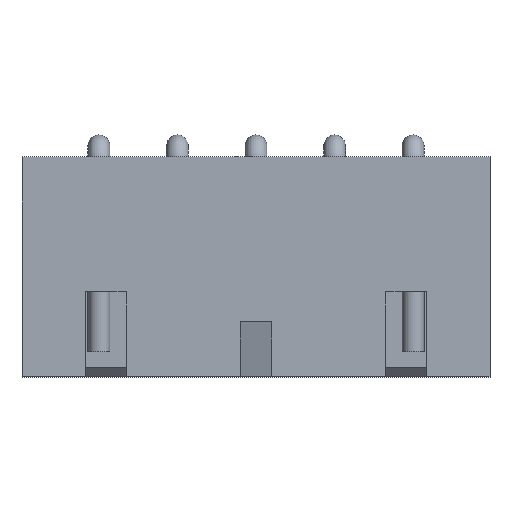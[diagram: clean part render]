
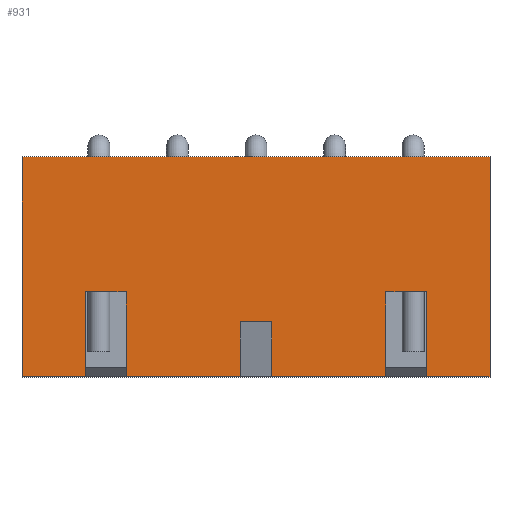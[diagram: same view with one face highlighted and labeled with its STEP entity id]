
A CAD part, top view. The second image highlights one B-rep face of the part: STEP entity #931.
In plain terms, the highlighted planar face has unit normal (0, 0, 1).
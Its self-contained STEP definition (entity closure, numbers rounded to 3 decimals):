
#116=FACE_OUTER_BOUND('',#169,.T.);
#169=EDGE_LOOP('',(#702,#703,#704,#705,#706,#707,#708,#709,#710,#711,#712,
#713,#714,#715,#716,#717));
#203=LINE('',#1404,#285);
#209=LINE('',#1417,#291);
#212=LINE('',#1421,#294);
#213=LINE('',#1424,#295);
#217=LINE('',#1432,#299);
#226=LINE('',#1450,#308);
#228=LINE('',#1453,#310);
#241=LINE('',#1479,#323);
#243=LINE('',#1483,#325);
#245=LINE('',#1486,#327);
#260=LINE('',#1516,#342);
#261=LINE('',#1519,#343);
#263=LINE('',#1522,#345);
#264=LINE('',#1525,#346);
#265=LINE('',#1527,#347);
#266=LINE('',#1528,#348);
#285=VECTOR('',#1102,10.);
#291=VECTOR('',#1110,10.);
#294=VECTOR('',#1115,10.);
#295=VECTOR('',#1118,10.);
#299=VECTOR('',#1122,10.);
#308=VECTOR('',#1133,10.);
#310=VECTOR('',#1135,10.);
#323=VECTOR('',#1156,10.);
#325=VECTOR('',#1160,10.);
#327=VECTOR('',#1164,10.);
#342=VECTOR('',#1195,10.);
#343=VECTOR('',#1198,10.);
#345=VECTOR('',#1202,10.);
#346=VECTOR('',#1205,10.);
#347=VECTOR('',#1206,10.);
#348=VECTOR('',#1207,10.);
#367=VERTEX_POINT('',#1401);
#368=VERTEX_POINT('',#1403);
#373=VERTEX_POINT('',#1414);
#374=VERTEX_POINT('',#1416);
#375=VERTEX_POINT('',#1423);
#378=VERTEX_POINT('',#1429);
#379=VERTEX_POINT('',#1431);
#386=VERTEX_POINT('',#1447);
#387=VERTEX_POINT('',#1449);
#388=VERTEX_POINT('',#1451);
#397=VERTEX_POINT('',#1477);
#398=VERTEX_POINT('',#1482);
#405=VERTEX_POINT('',#1514);
#406=VERTEX_POINT('',#1518);
#407=VERTEX_POINT('',#1524);
#408=VERTEX_POINT('',#1526);
#463=EDGE_CURVE('',#368,#367,#203,.T.);
#469=EDGE_CURVE('',#374,#373,#209,.T.);
#472=EDGE_CURVE('',#373,#368,#212,.T.);
#473=EDGE_CURVE('',#375,#374,#213,.T.);
#477=EDGE_CURVE('',#379,#378,#217,.T.);
#486=EDGE_CURVE('',#387,#386,#226,.T.);
#488=EDGE_CURVE('',#367,#388,#228,.T.);
#501=EDGE_CURVE('',#386,#397,#241,.T.);
#503=EDGE_CURVE('',#398,#379,#243,.T.);
#505=EDGE_CURVE('',#397,#398,#245,.T.);
#520=EDGE_CURVE('',#388,#405,#260,.T.);
#521=EDGE_CURVE('',#405,#406,#261,.T.);
#523=EDGE_CURVE('',#406,#387,#263,.T.);
#524=EDGE_CURVE('',#378,#407,#264,.T.);
#525=EDGE_CURVE('',#407,#408,#265,.T.);
#526=EDGE_CURVE('',#408,#375,#266,.T.);
#702=ORIENTED_EDGE('',*,*,#463,.T.);
#703=ORIENTED_EDGE('',*,*,#488,.T.);
#704=ORIENTED_EDGE('',*,*,#520,.T.);
#705=ORIENTED_EDGE('',*,*,#521,.T.);
#706=ORIENTED_EDGE('',*,*,#523,.T.);
#707=ORIENTED_EDGE('',*,*,#486,.T.);
#708=ORIENTED_EDGE('',*,*,#501,.T.);
#709=ORIENTED_EDGE('',*,*,#505,.T.);
#710=ORIENTED_EDGE('',*,*,#503,.T.);
#711=ORIENTED_EDGE('',*,*,#477,.T.);
#712=ORIENTED_EDGE('',*,*,#524,.T.);
#713=ORIENTED_EDGE('',*,*,#525,.T.);
#714=ORIENTED_EDGE('',*,*,#526,.T.);
#715=ORIENTED_EDGE('',*,*,#473,.T.);
#716=ORIENTED_EDGE('',*,*,#469,.T.);
#717=ORIENTED_EDGE('',*,*,#472,.T.);
#893=PLANE('',#1009);
#931=ADVANCED_FACE('',(#116),#893,.T.);
#1009=AXIS2_PLACEMENT_3D('',#1523,#1203,#1204);
#1102=DIRECTION('',(0.,-1.,0.));
#1110=DIRECTION('',(0.,1.,0.));
#1115=DIRECTION('',(1.,0.,0.));
#1118=DIRECTION('',(1.,0.,0.));
#1122=DIRECTION('',(1.,0.,0.));
#1133=DIRECTION('',(1.,0.,0.));
#1135=DIRECTION('',(1.,0.,0.));
#1156=DIRECTION('',(0.,1.,0.));
#1160=DIRECTION('',(0.,-1.,0.));
#1164=DIRECTION('',(1.,0.,0.));
#1195=DIRECTION('',(0.,1.,0.));
#1198=DIRECTION('',(1.,0.,0.));
#1202=DIRECTION('',(0.,-1.,0.));
#1203=DIRECTION('center_axis',(0.,0.,1.));
#1204=DIRECTION('ref_axis',(1.,0.,0.));
#1205=DIRECTION('',(0.,1.,0.));
#1206=DIRECTION('',(-1.,0.,0.));
#1207=DIRECTION('',(0.,-1.,0.));
#1401=CARTESIAN_POINT('',(-9.133,-7.35,5.8));
#1403=CARTESIAN_POINT('',(-9.133,-4.65,5.8));
#1404=CARTESIAN_POINT('',(-9.133,-5.6,5.8));
#1414=CARTESIAN_POINT('',(-10.433,-4.65,5.8));
#1416=CARTESIAN_POINT('',(-10.433,-7.35,5.8));
#1417=CARTESIAN_POINT('',(-10.433,-4.25,5.8));
#1421=CARTESIAN_POINT('',(-7.067,-4.65,5.8));
#1423=CARTESIAN_POINT('',(-12.45,-7.35,5.8));
#1424=CARTESIAN_POINT('',(-12.45,-7.35,5.8));
#1429=CARTESIAN_POINT('',(2.45,-7.35,5.8));
#1431=CARTESIAN_POINT('',(0.433,-7.35,5.8));
#1432=CARTESIAN_POINT('',(-12.45,-7.35,5.8));
#1447=CARTESIAN_POINT('',(-0.867,-7.35,5.8));
#1449=CARTESIAN_POINT('',(-4.5,-7.35,5.8));
#1450=CARTESIAN_POINT('',(-12.45,-7.35,5.8));
#1451=CARTESIAN_POINT('',(-5.5,-7.35,5.8));
#1453=CARTESIAN_POINT('',(-12.45,-7.35,5.8));
#1477=CARTESIAN_POINT('',(-0.867,-4.65,5.8));
#1479=CARTESIAN_POINT('',(-0.867,-5.6,5.8));
#1482=CARTESIAN_POINT('',(0.433,-4.65,5.8));
#1483=CARTESIAN_POINT('',(0.433,-4.25,5.8));
#1486=CARTESIAN_POINT('',(-2.933,-4.65,5.8));
#1514=CARTESIAN_POINT('',(-5.5,-5.6,5.8));
#1516=CARTESIAN_POINT('',(-5.5,-4.725,5.8));
#1518=CARTESIAN_POINT('',(-4.5,-5.6,5.8));
#1519=CARTESIAN_POINT('',(-4.75,-5.6,5.8));
#1522=CARTESIAN_POINT('',(-4.5,-5.6,5.8));
#1523=CARTESIAN_POINT('Origin',(-5.,-3.85,5.8));
#1524=CARTESIAN_POINT('',(2.45,-0.35,5.8));
#1525=CARTESIAN_POINT('',(2.45,-7.35,5.8));
#1526=CARTESIAN_POINT('',(-12.45,-0.35,5.8));
#1527=CARTESIAN_POINT('',(2.45,-0.35,5.8));
#1528=CARTESIAN_POINT('',(-12.45,-0.35,5.8));
